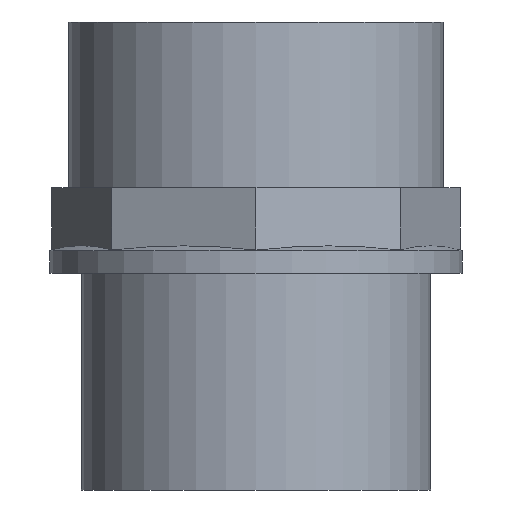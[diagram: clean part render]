
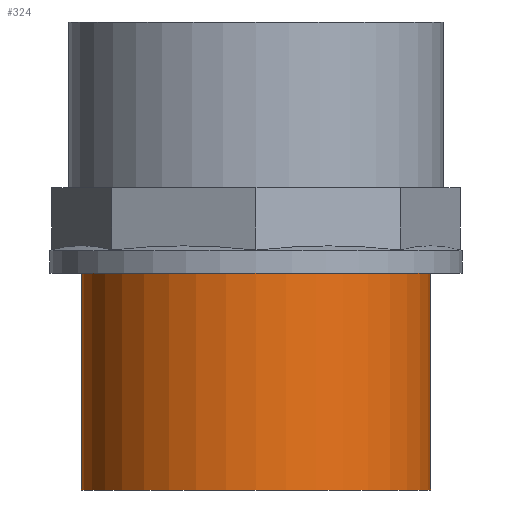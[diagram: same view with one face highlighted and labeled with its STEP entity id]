
A CAD part, front view. The second image highlights one B-rep face of the part: STEP entity #324.
In plain terms, the highlighted cylindrical face has radius 25 mm (diameter 50 mm), a full revolution.
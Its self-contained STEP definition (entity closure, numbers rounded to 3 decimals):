
#16=CYLINDRICAL_SURFACE($,#358,25.);
#29=FACE_BOUND($,#93,.T.);
#46=CIRCLE($,#356,25.);
#48=CIRCLE($,#359,25.);
#65=FACE_OUTER_BOUND($,#92,.T.);
#92=EDGE_LOOP($,(#269));
#93=EDGE_LOOP($,(#270));
#174=VERTEX_POINT($,#548);
#176=VERTEX_POINT($,#553);
#212=EDGE_CURVE($,#174,#174,#46,.T.);
#214=EDGE_CURVE($,#176,#176,#48,.T.);
#269=ORIENTED_EDGE($,*,*,#214,.F.);
#270=ORIENTED_EDGE($,*,*,#212,.T.);
#324=ADVANCED_FACE($,(#65,#29),#16,.T.);
#356=AXIS2_PLACEMENT_3D($,#549,#430,#431);
#358=AXIS2_PLACEMENT_3D($,#552,#434,#435);
#359=AXIS2_PLACEMENT_3D($,#554,#436,#437);
#430=DIRECTION('center_axis',(0.,0.,1.));
#431=DIRECTION('ref_axis',(0.,-1.,0.));
#434=DIRECTION('center_axis',(0.,0.,1.));
#435=DIRECTION('ref_axis',(0.,-1.,0.));
#436=DIRECTION('center_axis',(0.,0.,1.));
#437=DIRECTION('ref_axis',(0.,-1.,0.));
#548=CARTESIAN_POINT('',(0.,-25.,0.));
#549=CARTESIAN_POINT('Origin',(0.,0.,0.));
#552=CARTESIAN_POINT('Origin',(0.,0.,15.5));
#553=CARTESIAN_POINT('',(0.,-25.,31.));
#554=CARTESIAN_POINT('Origin',(0.,0.,31.));
